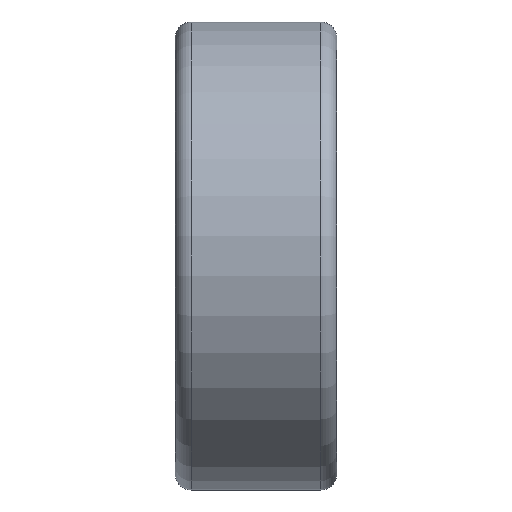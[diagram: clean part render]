
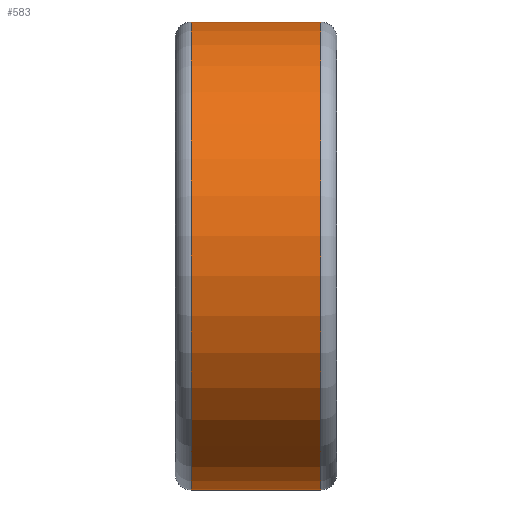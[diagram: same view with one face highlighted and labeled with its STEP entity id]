
A CAD part, left-side view. The second image highlights one B-rep face of the part: STEP entity #583.
In plain terms, the highlighted cylindrical face has radius 2.9 mm (diameter 5.8 mm), a partial arc.
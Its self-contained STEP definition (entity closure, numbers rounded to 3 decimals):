
#51 = EDGE_CURVE ( 'NONE', #576, #184, #659, .T. ) ;
#155 = LINE ( 'NONE', #737, #1028 ) ;
#160 = VERTEX_POINT ( 'NONE', #944 ) ;
#184 = VERTEX_POINT ( 'NONE', #291 ) ;
#235 = FACE_OUTER_BOUND ( 'NONE', #521, .T. ) ;
#250 = CARTESIAN_POINT ( 'NONE',  ( 1.574, 0.8, 2.435 ) ) ;
#291 = CARTESIAN_POINT ( 'NONE',  ( 1.574, -0.8, 2.435 ) ) ;
#362 = EDGE_CURVE ( 'NONE', #481, #160, #758, .T. ) ;
#414 = EDGE_CURVE ( 'NONE', #160, #576, #155, .T. ) ;
#433 = DIRECTION ( 'NONE',  ( 0., -1., 0. ) ) ;
#438 = ORIENTED_EDGE ( 'NONE', *, *, #362, .T. ) ;
#474 = DIRECTION ( 'NONE',  ( 0., -1., 0. ) ) ;
#481 = VERTEX_POINT ( 'NONE', #250 ) ;
#521 = EDGE_LOOP ( 'NONE', ( #996, #652, #679, #438 ) ) ;
#528 = VECTOR ( 'NONE', #433, 1000. ) ;
#556 = DIRECTION ( 'NONE',  ( 0., 0., -1. ) ) ;
#576 = VERTEX_POINT ( 'NONE', #1044 ) ;
#583 = ADVANCED_FACE ( 'NONE', ( #235 ), #1051, .T. ) ;
#593 = AXIS2_PLACEMENT_3D ( 'NONE', #965, #877, #556 ) ;
#636 = CARTESIAN_POINT ( 'NONE',  ( 0., 0.8, 0. ) ) ;
#652 = ORIENTED_EDGE ( 'NONE', *, *, #51, .T. ) ;
#659 = CIRCLE ( 'NONE', #792, 2.9 ) ;
#669 = LINE ( 'NONE', #1004, #528 ) ;
#676 = DIRECTION ( 'NONE',  ( 0., 1., 0. ) ) ;
#679 = ORIENTED_EDGE ( 'NONE', *, *, #888, .F. ) ;
#737 = CARTESIAN_POINT ( 'NONE',  ( 1.574, 1., -2.435 ) ) ;
#758 = CIRCLE ( 'NONE', #897, 2.9 ) ;
#792 = AXIS2_PLACEMENT_3D ( 'NONE', #828, #676, #921 ) ;
#794 = DIRECTION ( 'NONE',  ( 0., 0., 1. ) ) ;
#828 = CARTESIAN_POINT ( 'NONE',  ( 0., -0.8, 0. ) ) ;
#877 = DIRECTION ( 'NONE',  ( 0., -1., 0. ) ) ;
#888 = EDGE_CURVE ( 'NONE', #481, #184, #669, .T. ) ;
#896 = DIRECTION ( 'NONE',  ( 0., -1., 0. ) ) ;
#897 = AXIS2_PLACEMENT_3D ( 'NONE', #636, #474, #794 ) ;
#921 = DIRECTION ( 'NONE',  ( 0., 0., 1. ) ) ;
#944 = CARTESIAN_POINT ( 'NONE',  ( 1.574, 0.8, -2.435 ) ) ;
#965 = CARTESIAN_POINT ( 'NONE',  ( 0., 1., 0. ) ) ;
#996 = ORIENTED_EDGE ( 'NONE', *, *, #414, .T. ) ;
#1004 = CARTESIAN_POINT ( 'NONE',  ( 1.574, 1., 2.435 ) ) ;
#1028 = VECTOR ( 'NONE', #896, 1000. ) ;
#1044 = CARTESIAN_POINT ( 'NONE',  ( 1.574, -0.8, -2.435 ) ) ;
#1051 = CYLINDRICAL_SURFACE ( 'NONE', #593, 2.9 ) ;
